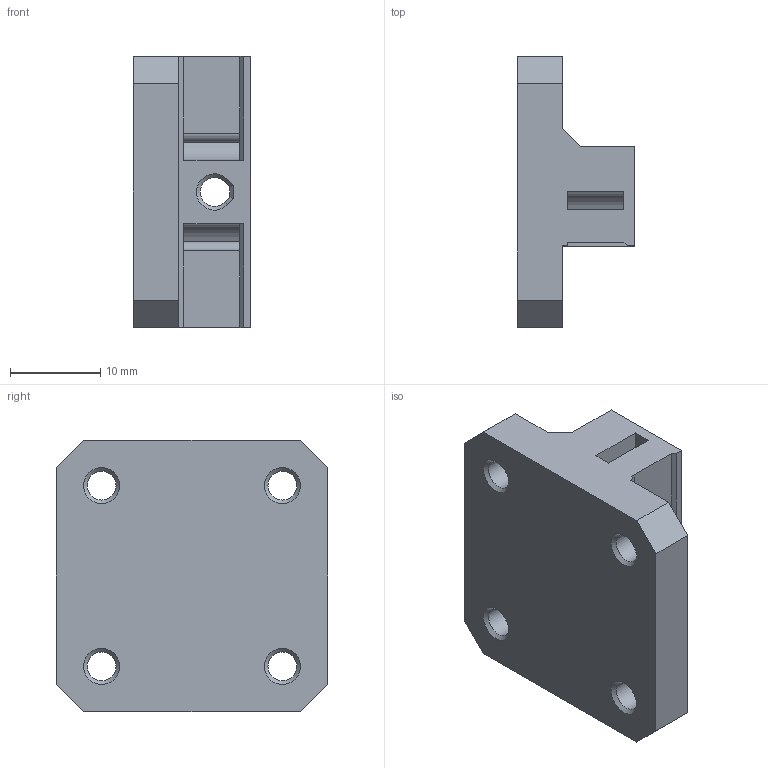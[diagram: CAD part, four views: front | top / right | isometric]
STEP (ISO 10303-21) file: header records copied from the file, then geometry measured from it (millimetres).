
FILE_DESCRIPTION(/* description */ (''),/* implementation_level */ '2;1');
FILE_NAME(/* name */ 'YCarriageBeltHolder v20.step',/* time_stamp */ '2025-04-20T18:22:23+10:00',/* author */ (''),/* organization */ (''),/* preprocessor_version */ 'ST-DEVELOPER v20.1',/* originating_system */ 'Autodesk Translation Framework v14.4.0.0',/* authorisation */ '');
FILE_SCHEMA (('AUTOMOTIVE_DESIGN { 1 0 10303 214 3 1 1 }'));
Length unit declared in the file: millimetre
Products named in the file (1): YCarriageBeltHolder
Bounding box: 13 x 30 x 30 mm (x, y, z)
Volume: 6227.3 mm3; surface area: 3682.9 mm2
Topology: 1 solids, 1 shells, 88 faces, 228 edges, 144 vertices
Faces by surface type: plane 63, cylinder 15, cone 10
Full cylindrical faces by diameter (mm): 3.2 x4, 5.8 x4
Entity records: 2701 total; most frequent: CARTESIAN_POINT 461, ORIENTED_EDGE 456, DIRECTION 446, EDGE_CURVE 228, LINE 188, VECTOR 188, VERTEX_POINT 144, AXIS2_PLACEMENT_3D 129
